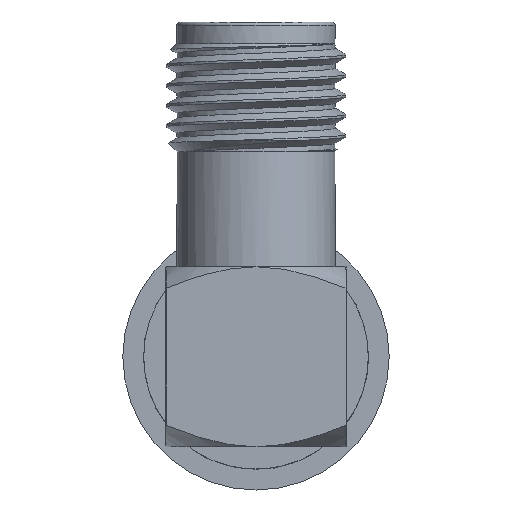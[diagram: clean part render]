
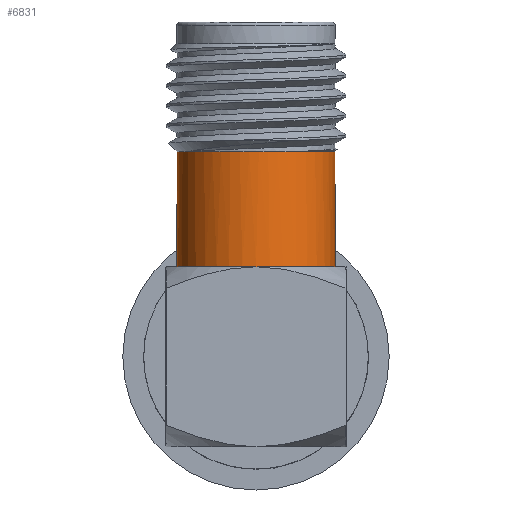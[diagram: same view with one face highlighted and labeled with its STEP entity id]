
A CAD part, left-side view. The second image highlights one B-rep face of the part: STEP entity #6831.
In plain terms, the highlighted cylindrical face has radius 2.791 mm (diameter 5.582 mm), a full revolution.
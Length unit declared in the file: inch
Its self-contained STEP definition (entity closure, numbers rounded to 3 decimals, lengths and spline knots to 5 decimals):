
#229 = CARTESIAN_POINT ( 'NONE',  ( 0.11092, 0.01543, 0.285 ) ) ;
#698 = ORIENTED_EDGE ( 'NONE', *, *, #13219, .F. ) ;
#1333 = CARTESIAN_POINT ( 'NONE',  ( 0.05672, -0.09656, 0.285 ) ) ;
#1338 = CARTESIAN_POINT ( 'NONE',  ( 0.09685, 0.05622, 0.285 ) ) ;
#1953 = CARTESIAN_POINT ( 'NONE',  ( -0.10279, 0.04142, 0.28505 ) ) ;
#2122 = CARTESIAN_POINT ( 'NONE',  ( -0.10989, 0., 0.125 ) ) ;
#2653 = CARTESIAN_POINT ( 'NONE',  ( -0.09487, -0.05545, 0.285 ) ) ;
#2712 = CARTESIAN_POINT ( 'NONE',  ( -0.01486, 0.111, 0.285 ) ) ;
#3232 = CARTESIAN_POINT ( 'NONE',  ( -0.10985, -0.00744, 0.28496 ) ) ;
#3493 = FACE_OUTER_BOUND ( 'NONE', #10790, .T. ) ;
#3656 = CARTESIAN_POINT ( 'NONE',  ( -0.02869, -0.10825, 0.285 ) ) ;
#4054 = CARTESIAN_POINT ( 'NONE',  ( -0.03675, 0.10579, 0.285 ) ) ;
#4607 = DIRECTION ( 'NONE',  ( 1., 0., 0. ) ) ;
#4719 = CARTESIAN_POINT ( 'NONE',  ( 0., 0., 0.125 ) ) ;
#4793 = DIRECTION ( 'NONE',  ( 0., 0., 1. ) ) ;
#4853 = CARTESIAN_POINT ( 'NONE',  ( -0.06748, -0.08937, 0.285 ) ) ;
#5090 = CARTESIAN_POINT ( 'NONE',  ( 0.08366, 0.07445, 0.285 ) ) ;
#5249 = CARTESIAN_POINT ( 'NONE',  ( 0.1008, -0.04878, 0.285 ) ) ;
#5303 = CARTESIAN_POINT ( 'NONE',  ( -0.09487, -0.05545, 0.285 ) ) ;
#5746 = B_SPLINE_CURVE_WITH_KNOTS ( 'NONE', 3,
 ( #12919, #12840, #6660, #6819, #1953, #15313, #14112, #7764, #3232, #8074, #11726, #5303 ),
 .UNSPECIFIED., .F., .F.,
 ( 4, 2, 2, 2, 2, 4 ),
 ( 0., 0.25, 0.5, 0.625, 0.75, 1. ),
 .UNSPECIFIED. ) ;
#5766 = CARTESIAN_POINT ( 'NONE',  ( -0.05538, 0.09491, 0.285 ) ) ;
#5823 = B_SPLINE_CURVE_WITH_KNOTS ( 'NONE', 3,
 ( #14542, #13274, #4853, #3656, #6129, #8582, #1333, #11043, #5249, #13590, #229, #1338, #5090, #6209, #11212, #2712, #4054, #7555 ),
 .UNSPECIFIED., .F., .F.,
 ( 4, 2, 2, 2, 2, 2, 2, 2, 4 ),
 ( 0., 0.125, 0.25, 0.375, 0.5, 0.625, 0.75, 0.875, 1. ),
 .UNSPECIFIED. ) ;
#5991 = DIRECTION ( 'NONE',  ( -1., 0., 0. ) ) ;
#6129 = CARTESIAN_POINT ( 'NONE',  ( -0.00647, -0.1118, 0.285 ) ) ;
#6209 = CARTESIAN_POINT ( 'NONE',  ( 0.0493, 0.10055, 0.285 ) ) ;
#6660 = CARTESIAN_POINT ( 'NONE',  ( -0.07841, 0.07836, 0.28493 ) ) ;
#6819 = CARTESIAN_POINT ( 'NONE',  ( -0.09622, 0.05505, 0.285 ) ) ;
#6831 = ADVANCED_FACE ( 'NONE', ( #6999, #3493 ), #14221, .T. ) ;
#6999 = FACE_OUTER_BOUND ( 'NONE', #13206, .T. ) ;
#7555 = CARTESIAN_POINT ( 'NONE',  ( -0.05538, 0.09491, 0.285 ) ) ;
#7562 = ORIENTED_EDGE ( 'NONE', *, *, #15358, .F. ) ;
#7764 = CARTESIAN_POINT ( 'NONE',  ( -0.1101, -0.00058, 0.285 ) ) ;
#7942 = ORIENTED_EDGE ( 'NONE', *, *, #13406, .T. ) ;
#8074 = CARTESIAN_POINT ( 'NONE',  ( -0.10706, -0.02851, 0.28492 ) ) ;
#8106 = AXIS2_PLACEMENT_3D ( 'NONE', #4719, #4793, #5991 ) ;
#8442 = AXIS2_PLACEMENT_3D ( 'NONE', #15504, #15420, #4607 ) ;
#8582 = CARTESIAN_POINT ( 'NONE',  ( 0.03628, -0.10595, 0.285 ) ) ;
#10790 = EDGE_LOOP ( 'NONE', ( #7562, #698 ) ) ;
#11043 = CARTESIAN_POINT ( 'NONE',  ( 0.08902, -0.06795, 0.285 ) ) ;
#11159 = CIRCLE ( 'NONE', #8106, 0.10989 ) ;
#11212 = CARTESIAN_POINT ( 'NONE',  ( 0.02821, 0.10838, 0.285 ) ) ;
#11437 = VERTEX_POINT ( 'NONE', #2653 ) ;
#11726 = CARTESIAN_POINT ( 'NONE',  ( -0.10229, -0.04273, 0.28496 ) ) ;
#12840 = CARTESIAN_POINT ( 'NONE',  ( -0.06725, 0.08797, 0.28492 ) ) ;
#12919 = CARTESIAN_POINT ( 'NONE',  ( -0.05538, 0.09491, 0.285 ) ) ;
#13206 = EDGE_LOOP ( 'NONE', ( #7942 ) ) ;
#13219 = EDGE_CURVE ( 'NONE', #15026, #11437, #5746, .T. ) ;
#13274 = CARTESIAN_POINT ( 'NONE',  ( -0.08398, -0.07408, 0.285 ) ) ;
#13406 = EDGE_CURVE ( 'NONE', #14275, #14275, #11159, .T. ) ;
#13590 = CARTESIAN_POINT ( 'NONE',  ( 0.11176, -0.00705, 0.285 ) ) ;
#14112 = CARTESIAN_POINT ( 'NONE',  ( -0.10929, 0.01334, 0.28506 ) ) ;
#14221 = CYLINDRICAL_SURFACE ( 'NONE', #8442, 0.10989 ) ;
#14275 = VERTEX_POINT ( 'NONE', #2122 ) ;
#14542 = CARTESIAN_POINT ( 'NONE',  ( -0.09487, -0.05545, 0.285 ) ) ;
#15026 = VERTEX_POINT ( 'NONE', #5766 ) ;
#15313 = CARTESIAN_POINT ( 'NONE',  ( -0.10821, 0.02042, 0.28507 ) ) ;
#15358 = EDGE_CURVE ( 'NONE', #11437, #15026, #5823, .T. ) ;
#15420 = DIRECTION ( 'NONE',  ( 0., 0., 1. ) ) ;
#15504 = CARTESIAN_POINT ( 'NONE',  ( 0., 0., 0.045 ) ) ;
